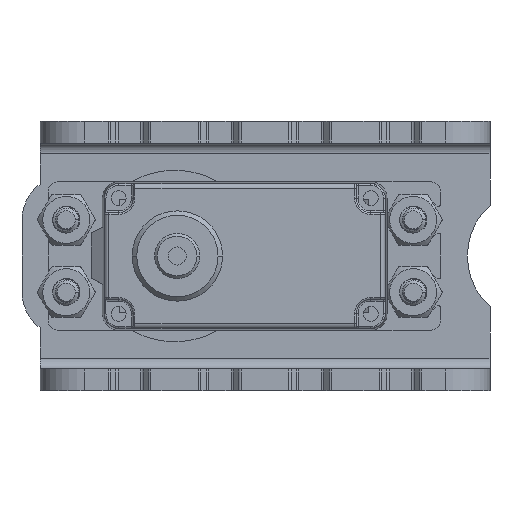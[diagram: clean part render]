
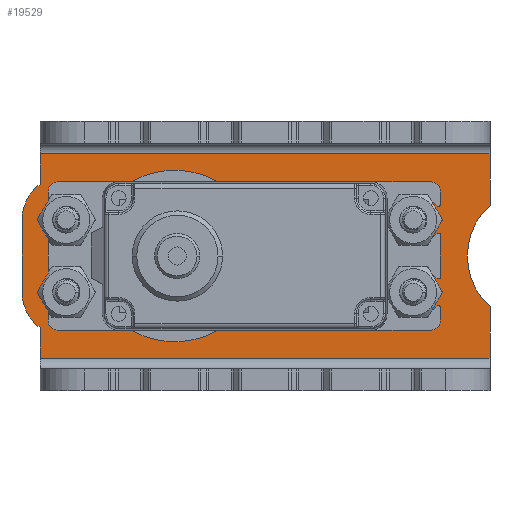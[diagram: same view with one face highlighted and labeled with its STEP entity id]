
A CAD part, left-side view. The second image highlights one B-rep face of the part: STEP entity #19529.
In plain terms, the highlighted face is planar.
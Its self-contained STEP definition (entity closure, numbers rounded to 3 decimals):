
#16346=DIRECTION('',(1.,0.,0.));
#16347=VECTOR('',#16346,49.8);
#16348=CARTESIAN_POINT('',(-34.9,0.,40.085));
#16349=LINE('',#16348,#16347);
#16350=DIRECTION('',(0.,0.,1.));
#16351=VECTOR('',#16350,5.665);
#16352=CARTESIAN_POINT('',(-34.9,0.,34.42));
#16353=LINE('',#16352,#16351);
#16354=CARTESIAN_POINT('',(-40.,0.,28.785));
#16355=DIRECTION('',(0.,-1.,0.));
#16356=DIRECTION('',(0.671,0.,-0.741));
#16357=AXIS2_PLACEMENT_3D('',#16354,#16355,#16356);
#16359=DIRECTION('',(0.,0.,1.));
#16360=VECTOR('',#16359,5.665);
#16361=CARTESIAN_POINT('',(-34.9,0.,17.485));
#16362=LINE('',#16361,#16360);
#16363=DIRECTION('',(-1.,0.,0.));
#16364=VECTOR('',#16363,49.8);
#16365=CARTESIAN_POINT('',(14.9,0.,17.485));
#16366=LINE('',#16365,#16364);
#16367=DIRECTION('',(0.,0.,-1.));
#16368=VECTOR('',#16367,3.35);
#16369=CARTESIAN_POINT('',(14.9,0.,20.835));
#16370=LINE('',#16369,#16368);
#16371=CARTESIAN_POINT('',(12.,0.,24.785));
#16372=DIRECTION('',(0.,1.,0.));
#16373=DIRECTION('',(1.,0.,0.));
#16374=AXIS2_PLACEMENT_3D('',#16371,#16372,#16373);
#16376=DIRECTION('',(0.,0.,-1.));
#16377=VECTOR('',#16376,8.);
#16378=CARTESIAN_POINT('',(16.9,0.,32.785));
#16379=LINE('',#16378,#16377);
#16380=CARTESIAN_POINT('',(12.,0.,32.785));
#16381=DIRECTION('',(0.,1.,0.));
#16382=DIRECTION('',(0.592,0.,0.806));
#16383=AXIS2_PLACEMENT_3D('',#16380,#16381,#16382);
#16385=DIRECTION('',(0.,0.,-1.));
#16386=VECTOR('',#16385,3.35);
#16387=CARTESIAN_POINT('',(14.9,0.,40.085));
#16388=LINE('',#16387,#16386);
#16389=CARTESIAN_POINT('',(12.,0.,24.785));
#16390=DIRECTION('',(0.,-1.,0.));
#16391=DIRECTION('',(1.,0.,0.));
#16392=AXIS2_PLACEMENT_3D('',#16389,#16390,#16391);
#16394=CARTESIAN_POINT('',(12.,0.,24.785));
#16395=DIRECTION('',(0.,-1.,0.));
#16396=DIRECTION('',(-1.,0.,0.));
#16397=AXIS2_PLACEMENT_3D('',#16394,#16395,#16396);
#16399=CARTESIAN_POINT('',(12.,0.,32.785));
#16400=DIRECTION('',(0.,-1.,0.));
#16401=DIRECTION('',(1.,0.,0.));
#16402=AXIS2_PLACEMENT_3D('',#16399,#16400,#16401);
#16404=CARTESIAN_POINT('',(12.,0.,32.785));
#16405=DIRECTION('',(0.,-1.,0.));
#16406=DIRECTION('',(-1.,0.,0.));
#16407=AXIS2_PLACEMENT_3D('',#16404,#16405,#16406);
#16409=CARTESIAN_POINT('',(-26.4,0.,24.785));
#16410=DIRECTION('',(0.,-1.,0.));
#16411=DIRECTION('',(1.,0.,0.));
#16412=AXIS2_PLACEMENT_3D('',#16409,#16410,#16411);
#16414=CARTESIAN_POINT('',(-26.4,0.,24.785));
#16415=DIRECTION('',(0.,-1.,0.));
#16416=DIRECTION('',(-1.,0.,0.));
#16417=AXIS2_PLACEMENT_3D('',#16414,#16415,#16416);
#16419=CARTESIAN_POINT('',(-26.4,0.,32.785));
#16420=DIRECTION('',(0.,-1.,0.));
#16421=DIRECTION('',(1.,0.,0.));
#16422=AXIS2_PLACEMENT_3D('',#16419,#16420,#16421);
#16424=CARTESIAN_POINT('',(-26.4,0.,32.785));
#16425=DIRECTION('',(0.,-1.,0.));
#16426=DIRECTION('',(-1.,0.,0.));
#16427=AXIS2_PLACEMENT_3D('',#16424,#16425,#16426);
#16429=DIRECTION('',(1.,0.,0.));
#16430=VECTOR('',#16429,17.103);
#16431=CARTESIAN_POINT('',(-21.9,0.,20.585));
#16432=LINE('',#16431,#16430);
#16433=CARTESIAN_POINT('',(-21.9,0.,21.585));
#16434=DIRECTION('',(0.,-1.,0.));
#16435=DIRECTION('',(-1.,0.,0.));
#16436=AXIS2_PLACEMENT_3D('',#16433,#16434,#16435);
#16438=DIRECTION('',(0.,0.,-1.));
#16439=VECTOR('',#16438,14.4);
#16440=CARTESIAN_POINT('',(-22.9,0.,35.985));
#16441=LINE('',#16440,#16439);
#16442=CARTESIAN_POINT('',(-21.9,0.,35.985));
#16443=DIRECTION('',(0.,-1.,0.));
#16444=DIRECTION('',(0.,0.,1.));
#16445=AXIS2_PLACEMENT_3D('',#16442,#16443,#16444);
#16447=DIRECTION('',(-1.,0.,0.));
#16448=VECTOR('',#16447,17.103);
#16449=CARTESIAN_POINT('',(-4.797,0.,36.985));
#16450=LINE('',#16449,#16448);
#16451=CARTESIAN_POINT('',(0.,0.,28.785));
#16452=DIRECTION('',(0.,-1.,0.));
#16453=DIRECTION('',(0.505,0.,0.863));
#16454=AXIS2_PLACEMENT_3D('',#16451,#16452,#16453);
#16456=DIRECTION('',(-1.,0.,0.));
#16457=VECTOR('',#16456,2.703);
#16458=CARTESIAN_POINT('',(7.5,0.,36.985));
#16459=LINE('',#16458,#16457);
#16460=CARTESIAN_POINT('',(7.5,0.,35.985));
#16461=DIRECTION('',(0.,-1.,0.));
#16462=DIRECTION('',(1.,0.,0.));
#16463=AXIS2_PLACEMENT_3D('',#16460,#16461,#16462);
#16465=DIRECTION('',(0.,0.,1.));
#16466=VECTOR('',#16465,14.4);
#16467=CARTESIAN_POINT('',(8.5,0.,21.585));
#16468=LINE('',#16467,#16466);
#16469=CARTESIAN_POINT('',(7.5,0.,21.585));
#16470=DIRECTION('',(0.,-1.,0.));
#16471=DIRECTION('',(0.,0.,-1.));
#16472=AXIS2_PLACEMENT_3D('',#16469,#16470,#16471);
#16474=DIRECTION('',(1.,0.,0.));
#16475=VECTOR('',#16474,2.703);
#16476=CARTESIAN_POINT('',(4.797,0.,20.585));
#16477=LINE('',#16476,#16475);
#16478=CARTESIAN_POINT('',(0.,0.,28.785));
#16479=DIRECTION('',(0.,-1.,0.));
#16480=DIRECTION('',(-0.505,0.,-0.863));
#16481=AXIS2_PLACEMENT_3D('',#16478,#16479,#16480);
#18752=CARTESIAN_POINT('',(-22.9,0.,35.985));
#18753=CARTESIAN_POINT('',(-22.9,0.,21.585));
#18754=VERTEX_POINT('',#18752);
#18755=VERTEX_POINT('',#18753);
#18756=CARTESIAN_POINT('',(8.5,0.,21.585));
#18757=CARTESIAN_POINT('',(8.5,0.,35.985));
#18758=VERTEX_POINT('',#18756);
#18759=VERTEX_POINT('',#18757);
#18788=CARTESIAN_POINT('',(7.5,0.,20.585));
#18790=VERTEX_POINT('',#18788);
#18792=CARTESIAN_POINT('',(14.9,0.,20.835));
#18793=CARTESIAN_POINT('',(14.9,0.,17.485));
#18794=VERTEX_POINT('',#18792);
#18795=VERTEX_POINT('',#18793);
#18810=CARTESIAN_POINT('',(-34.9,0.,17.485));
#18811=VERTEX_POINT('',#18810);
#18848=CARTESIAN_POINT('',(-21.9,0.,36.985));
#18850=VERTEX_POINT('',#18848);
#18852=CARTESIAN_POINT('',(13.5,0.,24.785));
#18853=CARTESIAN_POINT('',(10.5,0.,24.785));
#18854=VERTEX_POINT('',#18852);
#18855=VERTEX_POINT('',#18853);
#18856=CARTESIAN_POINT('',(13.5,0.,32.785));
#18857=CARTESIAN_POINT('',(10.5,0.,32.785));
#18858=VERTEX_POINT('',#18856);
#18859=VERTEX_POINT('',#18857);
#18860=CARTESIAN_POINT('',(-24.9,0.,24.785));
#18861=CARTESIAN_POINT('',(-27.9,0.,24.785));
#18862=VERTEX_POINT('',#18860);
#18863=VERTEX_POINT('',#18861);
#18864=CARTESIAN_POINT('',(-24.9,0.,32.785));
#18865=CARTESIAN_POINT('',(-27.9,0.,32.785));
#18866=VERTEX_POINT('',#18864);
#18867=VERTEX_POINT('',#18865);
#18900=CARTESIAN_POINT('',(-21.9,0.,20.585));
#18901=CARTESIAN_POINT('',(-4.797,0.,20.585));
#18902=VERTEX_POINT('',#18900);
#18903=VERTEX_POINT('',#18901);
#18904=CARTESIAN_POINT('',(4.797,0.,20.585));
#18905=VERTEX_POINT('',#18904);
#18906=CARTESIAN_POINT('',(7.5,0.,36.985));
#18907=CARTESIAN_POINT('',(4.797,0.,36.985));
#18908=VERTEX_POINT('',#18906);
#18909=VERTEX_POINT('',#18907);
#18910=CARTESIAN_POINT('',(-4.797,0.,36.985));
#18911=VERTEX_POINT('',#18910);
#19000=CARTESIAN_POINT('',(-34.9,0.,40.085));
#19001=CARTESIAN_POINT('',(14.9,0.,40.085));
#19002=VERTEX_POINT('',#19000);
#19003=VERTEX_POINT('',#19001);
#19004=CARTESIAN_POINT('',(14.9,0.,36.735));
#19005=CARTESIAN_POINT('',(16.9,0.,32.785));
#19006=VERTEX_POINT('',#19004);
#19007=VERTEX_POINT('',#19005);
#19008=CARTESIAN_POINT('',(16.9,0.,24.785));
#19009=VERTEX_POINT('',#19008);
#19034=CARTESIAN_POINT('',(-34.9,0.,23.15));
#19035=CARTESIAN_POINT('',(-34.9,0.,34.42));
#19036=VERTEX_POINT('',#19034);
#19037=VERTEX_POINT('',#19035);
#19452=CARTESIAN_POINT('',(0.,0.,0.));
#19453=DIRECTION('',(0.,1.,0.));
#19454=DIRECTION('',(1.,0.,0.));
#19455=AXIS2_PLACEMENT_3D('',#19452,#19453,#19454);
#19456=PLANE('',#19455);
#19458=ORIENTED_EDGE('',*,*,#19457,.F.);
#19460=ORIENTED_EDGE('',*,*,#19459,.F.);
#19462=ORIENTED_EDGE('',*,*,#19461,.F.);
#19464=ORIENTED_EDGE('',*,*,#19463,.F.);
#19466=ORIENTED_EDGE('',*,*,#19465,.F.);
#19468=ORIENTED_EDGE('',*,*,#19467,.F.);
#19470=ORIENTED_EDGE('',*,*,#19469,.F.);
#19472=ORIENTED_EDGE('',*,*,#19471,.F.);
#19474=ORIENTED_EDGE('',*,*,#19473,.F.);
#19476=ORIENTED_EDGE('',*,*,#19475,.F.);
#19477=EDGE_LOOP('',(#19458,#19460,#19462,#19464,#19466,#19468,#19470,#19472,
#19474,#19476));
#19478=FACE_OUTER_BOUND('',#19477,.F.);
#19480=ORIENTED_EDGE('',*,*,#19479,.F.);
#19482=ORIENTED_EDGE('',*,*,#19481,.F.);
#19483=EDGE_LOOP('',(#19480,#19482));
#19484=FACE_BOUND('',#19483,.F.);
#19486=ORIENTED_EDGE('',*,*,#19485,.F.);
#19488=ORIENTED_EDGE('',*,*,#19487,.F.);
#19489=EDGE_LOOP('',(#19486,#19488));
#19490=FACE_BOUND('',#19489,.F.);
#19492=ORIENTED_EDGE('',*,*,#19491,.F.);
#19494=ORIENTED_EDGE('',*,*,#19493,.F.);
#19495=EDGE_LOOP('',(#19492,#19494));
#19496=FACE_BOUND('',#19495,.F.);
#19498=ORIENTED_EDGE('',*,*,#19497,.F.);
#19500=ORIENTED_EDGE('',*,*,#19499,.F.);
#19501=EDGE_LOOP('',(#19498,#19500));
#19502=FACE_BOUND('',#19501,.F.);
#19504=ORIENTED_EDGE('',*,*,#19503,.F.);
#19506=ORIENTED_EDGE('',*,*,#19505,.F.);
#19508=ORIENTED_EDGE('',*,*,#19507,.F.);
#19510=ORIENTED_EDGE('',*,*,#19509,.F.);
#19512=ORIENTED_EDGE('',*,*,#19511,.F.);
#19514=ORIENTED_EDGE('',*,*,#19513,.F.);
#19516=ORIENTED_EDGE('',*,*,#19515,.F.);
#19518=ORIENTED_EDGE('',*,*,#19517,.F.);
#19520=ORIENTED_EDGE('',*,*,#19519,.F.);
#19522=ORIENTED_EDGE('',*,*,#19521,.F.);
#19524=ORIENTED_EDGE('',*,*,#19523,.F.);
#19526=ORIENTED_EDGE('',*,*,#19525,.F.);
#19527=EDGE_LOOP('',(#19504,#19506,#19508,#19510,#19512,#19514,#19516,#19518,
#19520,#19522,#19524,#19526));
#19528=FACE_BOUND('',#19527,.F.);
#19529=ADVANCED_FACE('',(#19478,#19484,#19490,#19496,#19502,#19528),#19456,.T.);
#16358=CIRCLE('',#16357,7.6);
#16375=CIRCLE('',#16374,4.9);
#16384=CIRCLE('',#16383,4.9);
#16393=CIRCLE('',#16392,1.5);
#16398=CIRCLE('',#16397,1.5);
#16403=CIRCLE('',#16402,1.5);
#16408=CIRCLE('',#16407,1.5);
#16413=CIRCLE('',#16412,1.5);
#16418=CIRCLE('',#16417,1.5);
#16423=CIRCLE('',#16422,1.5);
#16428=CIRCLE('',#16427,1.5);
#16437=CIRCLE('',#16436,1.);
#16446=CIRCLE('',#16445,1.);
#16455=CIRCLE('',#16454,9.5);
#16464=CIRCLE('',#16463,1.);
#16473=CIRCLE('',#16472,1.);
#16482=CIRCLE('',#16481,9.5);
#19457=EDGE_CURVE('',#19002,#19003,#16349,.T.);
#19459=EDGE_CURVE('',#19037,#19002,#16353,.T.);
#19461=EDGE_CURVE('',#19036,#19037,#16358,.T.);
#19463=EDGE_CURVE('',#18811,#19036,#16362,.T.);
#19465=EDGE_CURVE('',#18795,#18811,#16366,.T.);
#19467=EDGE_CURVE('',#18794,#18795,#16370,.T.);
#19469=EDGE_CURVE('',#19009,#18794,#16375,.T.);
#19471=EDGE_CURVE('',#19007,#19009,#16379,.T.);
#19473=EDGE_CURVE('',#19006,#19007,#16384,.T.);
#19475=EDGE_CURVE('',#19003,#19006,#16388,.T.);
#19479=EDGE_CURVE('',#18854,#18855,#16393,.T.);
#19481=EDGE_CURVE('',#18855,#18854,#16398,.T.);
#19485=EDGE_CURVE('',#18858,#18859,#16403,.T.);
#19487=EDGE_CURVE('',#18859,#18858,#16408,.T.);
#19491=EDGE_CURVE('',#18862,#18863,#16413,.T.);
#19493=EDGE_CURVE('',#18863,#18862,#16418,.T.);
#19497=EDGE_CURVE('',#18866,#18867,#16423,.T.);
#19499=EDGE_CURVE('',#18867,#18866,#16428,.T.);
#19503=EDGE_CURVE('',#18902,#18903,#16432,.T.);
#19505=EDGE_CURVE('',#18755,#18902,#16437,.T.);
#19507=EDGE_CURVE('',#18754,#18755,#16441,.T.);
#19509=EDGE_CURVE('',#18850,#18754,#16446,.T.);
#19511=EDGE_CURVE('',#18911,#18850,#16450,.T.);
#19513=EDGE_CURVE('',#18909,#18911,#16455,.T.);
#19515=EDGE_CURVE('',#18908,#18909,#16459,.T.);
#19517=EDGE_CURVE('',#18759,#18908,#16464,.T.);
#19519=EDGE_CURVE('',#18758,#18759,#16468,.T.);
#19521=EDGE_CURVE('',#18790,#18758,#16473,.T.);
#19523=EDGE_CURVE('',#18905,#18790,#16477,.T.);
#19525=EDGE_CURVE('',#18903,#18905,#16482,.T.);
